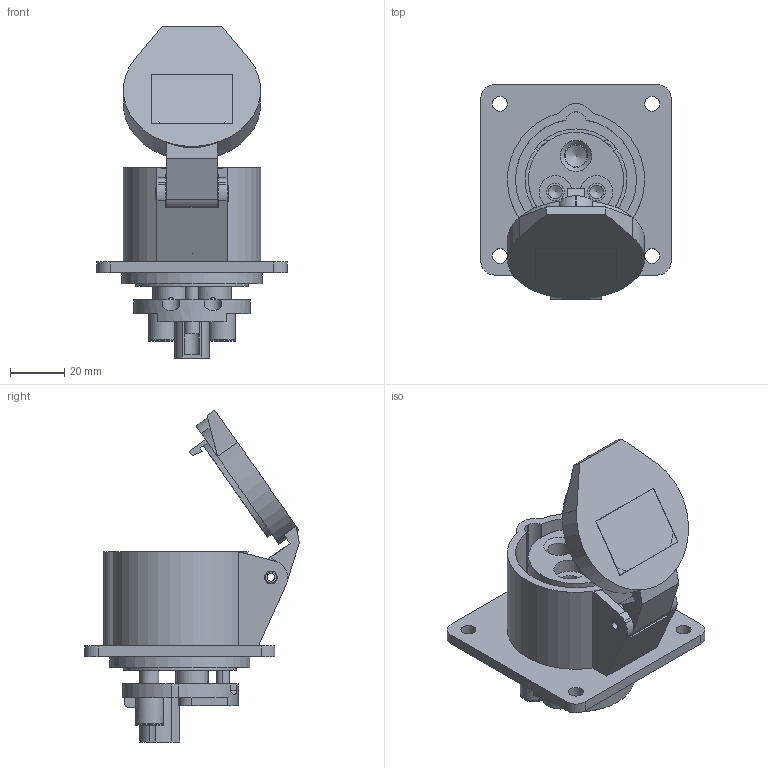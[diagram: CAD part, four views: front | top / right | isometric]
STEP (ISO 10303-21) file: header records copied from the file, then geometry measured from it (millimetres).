
FILE_DESCRIPTION(/* description */ (''),/* implementation_level */ '2;1');
FILE_NAME(/* name */ 'FNP2-313.stp',/* time_stamp */ '2025-03-01T15:19:53+08:00',/* author */ (''),/* organization */ (''),/* preprocessor_version */ 'ST-DEVELOPER v16',/* originating_system */ 'SIEMENS PLM Software NX 10.0',/* authorisation */ '');
FILE_SCHEMA (('AUTOMOTIVE_DESIGN { 1 0 10303 214 3 1 1 1 }'));
Length unit declared in the file: millimetre
Products named in the file (1): Admi89E8012Efnqf
Bounding box: 70 x 78.99 x 122.09 mm (x, y, z)
Volume: 92046 mm3; surface area: 55358.3 mm2
Topology: 16 solids, 16 shells, 279 faces, 664 edges, 437 vertices
Faces by surface type: plane 151, cylinder 118, cone 7, torus 3
Full cylindrical faces by diameter (mm): 2.8 x2, 2.861 x2, 3 x1, 3.25 x3, 3.7 x3, 4.5 x8, 4.7 x1, 5 x2, 5.5 x4, 5.7 x1, 6 x2, 6.5 x10, 7 x2, 8 x1, 8.5 x2, 9.4 x2, 10 x2, 11.5 x1, 11.9 x1, 12 x2, 35 x1, 37.5 x1, 41.5 x2, 45.5 x1, 51.5 x1
Entity records: 7981 total; most frequent: CARTESIAN_POINT 1492, DIRECTION 1379, ORIENTED_EDGE 1144, EDGE_CURVE 572, AXIS2_PLACEMENT_3D 539, VERTEX_POINT 419, EDGE_LOOP 409, LINE 301
